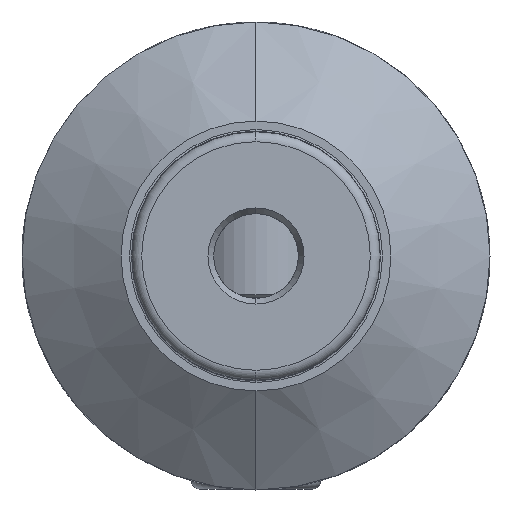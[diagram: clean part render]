
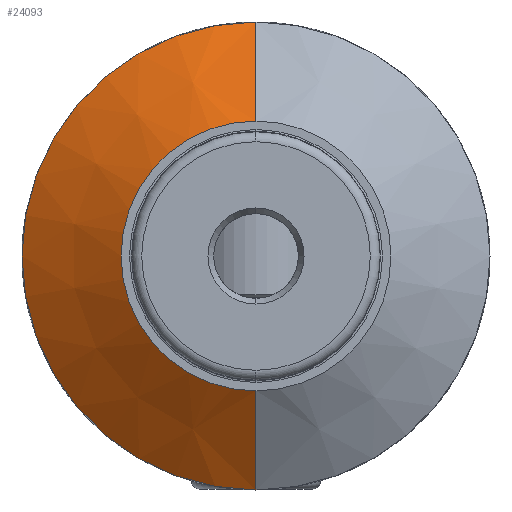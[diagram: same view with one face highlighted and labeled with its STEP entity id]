
A CAD part, left-side view. The second image highlights one B-rep face of the part: STEP entity #24093.
In plain terms, the highlighted conical face has half-angle 55 degrees and reference radius 23.5 mm.
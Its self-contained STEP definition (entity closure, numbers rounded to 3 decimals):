
#67 = VECTOR ( 'NONE', #17485, 1000. ) ;
#1531 = VERTEX_POINT ( 'NONE', #26835 ) ;
#2188 = CARTESIAN_POINT ( 'NONE',  ( -74.352, 0., 0. ) ) ;
#5779 = FACE_OUTER_BOUND ( 'NONE', #44317, .T. ) ;
#8736 = CARTESIAN_POINT ( 'NONE',  ( -81.319, 0., 0. ) ) ;
#8871 = LINE ( 'NONE', #40808, #24076 ) ;
#9550 = DIRECTION ( 'NONE',  ( 1., 0., 0. ) ) ;
#11443 = CARTESIAN_POINT ( 'NONE',  ( -81.319, 0., -13.55 ) ) ;
#11570 = AXIS2_PLACEMENT_3D ( 'NONE', #2188, #9550, #45452 ) ;
#13449 = AXIS2_PLACEMENT_3D ( 'NONE', #20741, #45914, #24345 ) ;
#13630 = EDGE_CURVE ( 'NONE', #16337, #30015, #8871, .T. ) ;
#15562 = DIRECTION ( 'NONE',  ( 0., 0., 1. ) ) ;
#16337 = VERTEX_POINT ( 'NONE', #11443 ) ;
#17485 = DIRECTION ( 'NONE',  ( 0.574, 0., 0.819 ) ) ;
#17690 = EDGE_CURVE ( 'NONE', #31789, #30015, #34095, .T. ) ;
#18389 = AXIS2_PLACEMENT_3D ( 'NONE', #8736, #33624, #15562 ) ;
#20633 = ORIENTED_EDGE ( 'NONE', *, *, #13630, .F. ) ;
#20741 = CARTESIAN_POINT ( 'NONE',  ( -74.352, 0., 0. ) ) ;
#22319 = ORIENTED_EDGE ( 'NONE', *, *, #45406, .T. ) ;
#22731 = DIRECTION ( 'NONE',  ( 0.574, 0., -0.819 ) ) ;
#24076 = VECTOR ( 'NONE', #22731, 1000. ) ;
#24093 = ADVANCED_FACE ( 'NONE', ( #5779 ), #37969, .T. ) ;
#24345 = DIRECTION ( 'NONE',  ( 0., 0., 1. ) ) ;
#26835 = CARTESIAN_POINT ( 'NONE',  ( -81.319, 0., 13.55 ) ) ;
#27710 = LINE ( 'NONE', #35225, #67 ) ;
#30015 = VERTEX_POINT ( 'NONE', #33938 ) ;
#31219 = ORIENTED_EDGE ( 'NONE', *, *, #17690, .T. ) ;
#31789 = VERTEX_POINT ( 'NONE', #35184 ) ;
#33624 = DIRECTION ( 'NONE',  ( -1., 0., 0. ) ) ;
#33938 = CARTESIAN_POINT ( 'NONE',  ( -74.352, 0., -23.5 ) ) ;
#34095 = CIRCLE ( 'NONE', #13449, 23.5 ) ;
#35184 = CARTESIAN_POINT ( 'NONE',  ( -74.352, 0., 23.5 ) ) ;
#35225 = CARTESIAN_POINT ( 'NONE',  ( -74.352, 0., 23.5 ) ) ;
#35947 = CIRCLE ( 'NONE', #18389, 13.55 ) ;
#35974 = EDGE_CURVE ( 'NONE', #1531, #16337, #35947, .T. ) ;
#36221 = ORIENTED_EDGE ( 'NONE', *, *, #35974, .F. ) ;
#37969 = CONICAL_SURFACE ( 'NONE', #11570, 23.5, 0.96 ) ;
#40808 = CARTESIAN_POINT ( 'NONE',  ( -74.352, 0., -23.5 ) ) ;
#44317 = EDGE_LOOP ( 'NONE', ( #36221, #22319, #31219, #20633 ) ) ;
#45406 = EDGE_CURVE ( 'NONE', #1531, #31789, #27710, .T. ) ;
#45452 = DIRECTION ( 'NONE',  ( 0., 0., -1. ) ) ;
#45914 = DIRECTION ( 'NONE',  ( -1., 0., 0. ) ) ;
